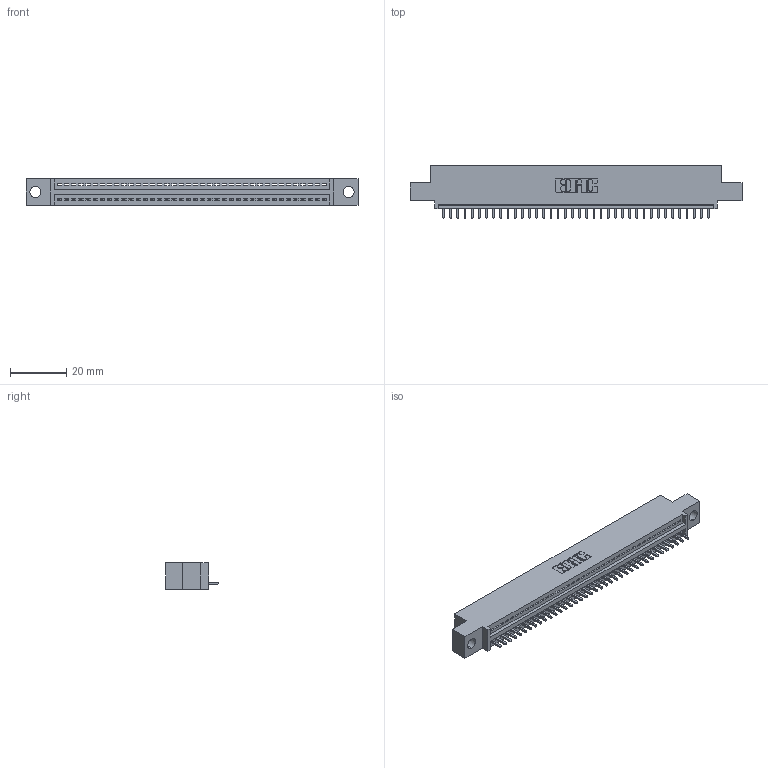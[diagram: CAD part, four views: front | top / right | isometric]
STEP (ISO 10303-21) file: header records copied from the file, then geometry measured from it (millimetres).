
FILE_DESCRIPTION (( 'STEP AP203' ), '1' );
FILE_NAME ('345-038-521-404.STEP', '2019-10-08T03:09:16', ( '' ), ( '' ), 'SwSTEP 2.0', 'SolidWorks 2016', '' );
FILE_SCHEMA (( 'CONFIG_CONTROL_DESIGN' ));
Length unit declared in the file: inch
Products named in the file (3): 345-292-001_345-293-121; 345-038-521-404; 345 Part_0.110 Offset - 0.156 Dia-TH
Assembly tree (39 placements, depth 2):
  345-038-521-404
    345 Part_0.110 Offset - 0.156 Dia-TH
    345-292-001_345-293-121  x38
Bounding box: 117.73 x 18.72 x 9.4 mm (x, y, z)
Volume: 10879.9 mm3; surface area: 13871.9 mm2
Topology: 39 solids, 39 shells, 2334 faces, 7041 edges, 4642 vertices
Faces by surface type: plane 1604, cylinder 730
Entity records: 29291 total; most frequent: CARTESIAN_POINT 5082, ORIENTED_EDGE 5054, DIRECTION 4443, EDGE_CURVE 2527, VECTOR 2243, LINE 2243, VERTEX_POINT 1682, AXIS2_PLACEMENT_3D 1100
